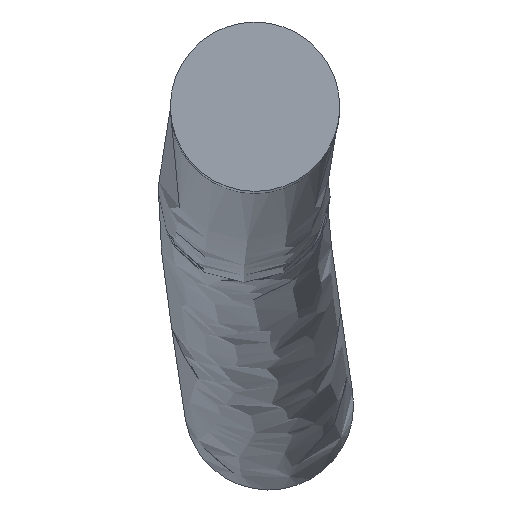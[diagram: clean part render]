
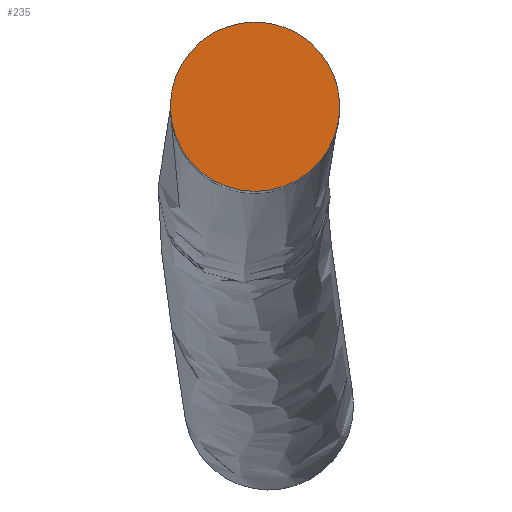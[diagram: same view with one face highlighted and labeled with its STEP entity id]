
A CAD part, top view. The second image highlights one B-rep face of the part: STEP entity #235.
In plain terms, the highlighted planar face has unit normal (0, 0, 1).
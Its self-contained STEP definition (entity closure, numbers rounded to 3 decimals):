
#3 = DIRECTION ( 'NONE',  ( 0., 0., 1. ) ) ;
#18 = PLANE ( 'NONE',  #284 ) ;
#26 = CARTESIAN_POINT ( 'NONE',  ( -1.2, 0., 16. ) ) ;
#61 = CIRCLE ( 'NONE', #158, 1.2 ) ;
#79 = DIRECTION ( 'NONE',  ( 0., 0., 1. ) ) ;
#93 = CIRCLE ( 'NONE', #194, 1.2 ) ;
#111 = VERTEX_POINT ( 'NONE', #278 ) ;
#134 = CARTESIAN_POINT ( 'NONE',  ( 0., 0., 16. ) ) ;
#158 = AXIS2_PLACEMENT_3D ( 'NONE', #200, #3, #264 ) ;
#180 = DIRECTION ( 'NONE',  ( 1., 0., 0. ) ) ;
#194 = AXIS2_PLACEMENT_3D ( 'NONE', #134, #358, #257 ) ;
#200 = CARTESIAN_POINT ( 'NONE',  ( 0., 0., 16. ) ) ;
#235 = ADVANCED_FACE ( 'NONE', ( #377 ), #18, .T. ) ;
#248 = CARTESIAN_POINT ( 'NONE',  ( 0., 0., 16. ) ) ;
#257 = DIRECTION ( 'NONE',  ( 1., 0., 0. ) ) ;
#264 = DIRECTION ( 'NONE',  ( 1., 0., 0. ) ) ;
#278 = CARTESIAN_POINT ( 'NONE',  ( 1.2, 0., 16. ) ) ;
#284 = AXIS2_PLACEMENT_3D ( 'NONE', #248, #79, #180 ) ;
#285 = ORIENTED_EDGE ( 'NONE', *, *, #291, .T. ) ;
#291 = EDGE_CURVE ( 'NONE', #372, #111, #93, .T. ) ;
#350 = EDGE_LOOP ( 'NONE', ( #285, #389 ) ) ;
#358 = DIRECTION ( 'NONE',  ( 0., 0., 1. ) ) ;
#372 = VERTEX_POINT ( 'NONE', #26 ) ;
#377 = FACE_OUTER_BOUND ( 'NONE', #350, .T. ) ;
#389 = ORIENTED_EDGE ( 'NONE', *, *, #401, .T. ) ;
#401 = EDGE_CURVE ( 'NONE', #111, #372, #61, .T. ) ;
